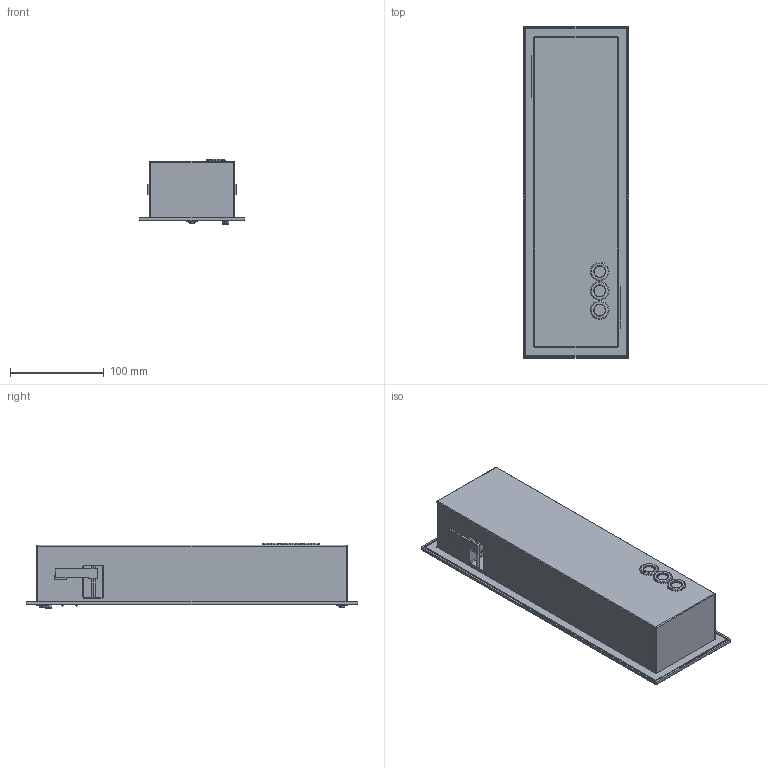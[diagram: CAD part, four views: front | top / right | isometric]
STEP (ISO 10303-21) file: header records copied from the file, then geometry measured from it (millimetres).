
FILE_DESCRIPTION('');
FILE_NAME('');
FILE_SCHEMA(('AUTOMOTIVE_DESIGN { 1 0 10303 214 1 1 1 1 }'));
Length unit declared in the file: millimetre
Products named in the file (1): EN10030352
Bounding box: 113 x 354 x 69.5 mm (x, y, z)
Volume: 1853909.1 mm3; surface area: 226332.4 mm2
Topology: 5 solids, 5 shells, 251 faces, 622 edges, 390 vertices
Faces by surface type: plane 137, cylinder 66, torus 32, sphere 12, revolution 4
Entity records: 7068 total; most frequent: CARTESIAN_POINT 1495, ORIENTED_EDGE 1228, DIRECTION 926, EDGE_CURVE 614, AXIS2_PLACEMENT_3D 393, VERTEX_POINT 390, VECTOR 358, LINE 358
